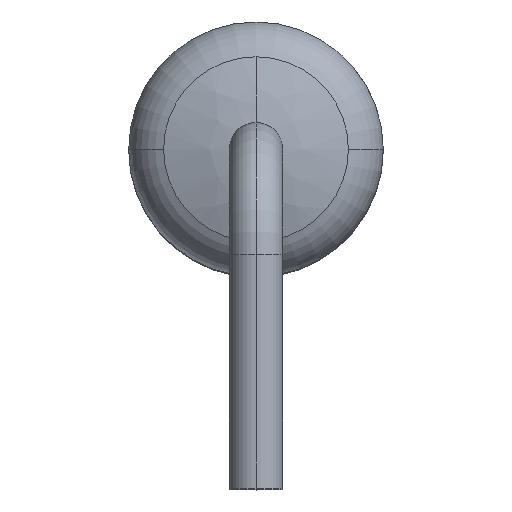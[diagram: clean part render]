
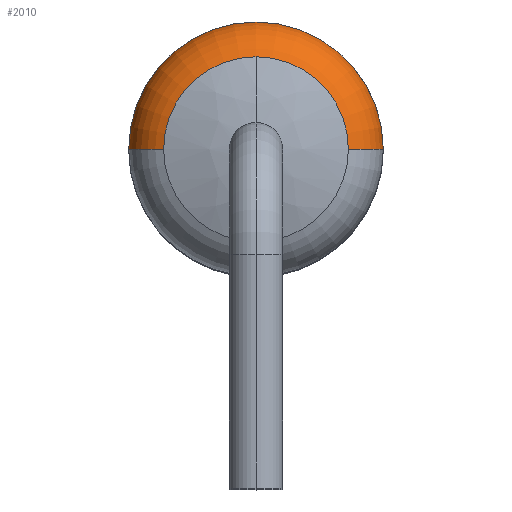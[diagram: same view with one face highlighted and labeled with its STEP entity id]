
A CAD part, top view. The second image highlights one B-rep face of the part: STEP entity #2010.
In plain terms, the highlighted toroidal (fillet/blend) face has major radius 0.7 mm and minor radius 0.5 mm.
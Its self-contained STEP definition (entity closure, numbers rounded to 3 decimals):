
#33 = VERTEX_POINT ( 'NONE', #140 ) ;
#102 = VERTEX_POINT ( 'NONE', #1631 ) ;
#109 = CIRCLE ( 'NONE', #1814, 0.5 ) ;
#140 = CARTESIAN_POINT ( 'NONE',  ( 0.871, 0., 0.585 ) ) ;
#154 = DIRECTION ( 'NONE',  ( 1., 0., 0. ) ) ;
#203 = DIRECTION ( 'NONE',  ( 1., 0., 0. ) ) ;
#243 = ORIENTED_EDGE ( 'NONE', *, *, #419, .F. ) ;
#419 = EDGE_CURVE ( 'NONE', #501, #2088, #2001, .T. ) ;
#442 = VERTEX_POINT ( 'NONE', #1248 ) ;
#501 = VERTEX_POINT ( 'NONE', #1857 ) ;
#627 = EDGE_CURVE ( 'NONE', #102, #2088, #109, .T. ) ;
#630 = CARTESIAN_POINT ( 'NONE',  ( 0., 0., 0.585 ) ) ;
#633 = CARTESIAN_POINT ( 'NONE',  ( 0., 0., 0.116 ) ) ;
#680 = EDGE_LOOP ( 'NONE', ( #2113, #944, #243, #2254, #1402 ) ) ;
#685 = DIRECTION ( 'NONE',  ( 0., 1., 0. ) ) ;
#745 = CIRCLE ( 'NONE', #1504, 0.5 ) ;
#785 = EDGE_CURVE ( 'NONE', #33, #501, #1194, .T. ) ;
#796 = DIRECTION ( 'NONE',  ( 0., 0., 1. ) ) ;
#802 = CARTESIAN_POINT ( 'NONE',  ( 0.7, 0., 0.116 ) ) ;
#917 = DIRECTION ( 'NONE',  ( 1., 0., 0. ) ) ;
#932 = DIRECTION ( 'NONE',  ( 0., 0., 1. ) ) ;
#944 = ORIENTED_EDGE ( 'NONE', *, *, #627, .T. ) ;
#977 = DIRECTION ( 'NONE',  ( 0., 0., -1. ) ) ;
#1069 = AXIS2_PLACEMENT_3D ( 'NONE', #633, #1792, #2291 ) ;
#1152 = DIRECTION ( 'NONE',  ( -1., 0., 0. ) ) ;
#1194 = CIRCLE ( 'NONE', #2114, 0.871 ) ;
#1199 = AXIS2_PLACEMENT_3D ( 'NONE', #2067, #1708, #203 ) ;
#1248 = CARTESIAN_POINT ( 'NONE',  ( 1.2, 0., 0.116 ) ) ;
#1303 = CARTESIAN_POINT ( 'NONE',  ( 0., 0., 0.116 ) ) ;
#1402 = ORIENTED_EDGE ( 'NONE', *, *, #2246, .F. ) ;
#1405 = TOROIDAL_SURFACE ( 'NONE', #1069, 0.7, 0.5 ) ;
#1504 = AXIS2_PLACEMENT_3D ( 'NONE', #802, #1929, #977 ) ;
#1631 = CARTESIAN_POINT ( 'NONE',  ( -1.2, 0., 0.116 ) ) ;
#1634 = CIRCLE ( 'NONE', #1816, 1.2 ) ;
#1644 = CARTESIAN_POINT ( 'NONE',  ( -0.871, 0., 0.585 ) ) ;
#1708 = DIRECTION ( 'NONE',  ( 0., 0., 1. ) ) ;
#1782 = FACE_OUTER_BOUND ( 'NONE', #680, .T. ) ;
#1792 = DIRECTION ( 'NONE',  ( 0., 0., 1. ) ) ;
#1814 = AXIS2_PLACEMENT_3D ( 'NONE', #2023, #685, #1152 ) ;
#1816 = AXIS2_PLACEMENT_3D ( 'NONE', #1303, #932, #917 ) ;
#1857 = CARTESIAN_POINT ( 'NONE',  ( 0., 0.871, 0.585 ) ) ;
#1929 = DIRECTION ( 'NONE',  ( 0., -1., 0. ) ) ;
#2001 = CIRCLE ( 'NONE', #1199, 0.871 ) ;
#2010 = ADVANCED_FACE ( 'NONE', ( #1782 ), #1405, .T. ) ;
#2023 = CARTESIAN_POINT ( 'NONE',  ( -0.7, 0., 0.116 ) ) ;
#2067 = CARTESIAN_POINT ( 'NONE',  ( 0., 0., 0.585 ) ) ;
#2088 = VERTEX_POINT ( 'NONE', #1644 ) ;
#2100 = EDGE_CURVE ( 'NONE', #442, #102, #1634, .T. ) ;
#2113 = ORIENTED_EDGE ( 'NONE', *, *, #2100, .T. ) ;
#2114 = AXIS2_PLACEMENT_3D ( 'NONE', #630, #796, #154 ) ;
#2246 = EDGE_CURVE ( 'NONE', #442, #33, #745, .T. ) ;
#2254 = ORIENTED_EDGE ( 'NONE', *, *, #785, .F. ) ;
#2291 = DIRECTION ( 'NONE',  ( 1., 0., 0. ) ) ;
